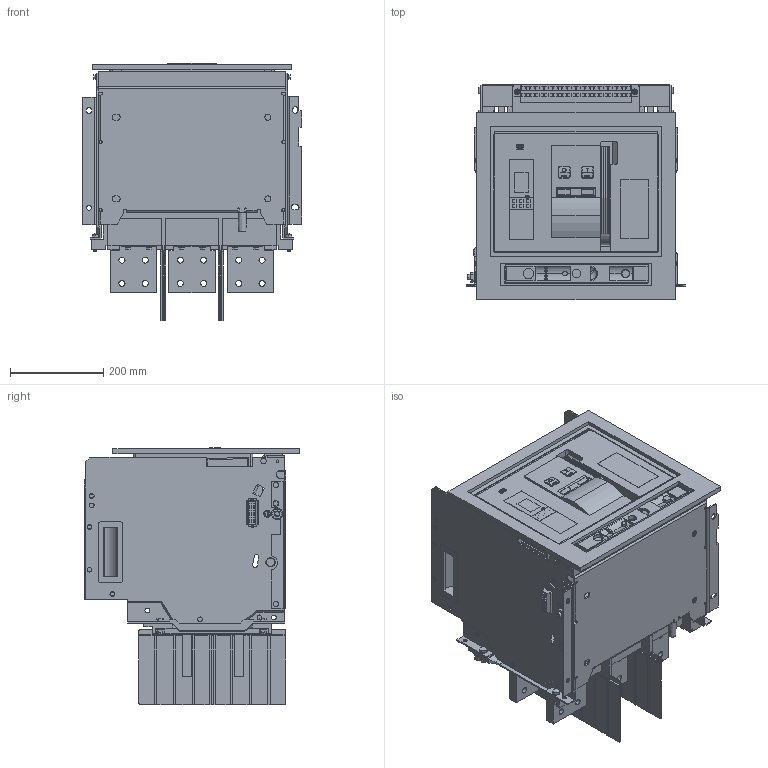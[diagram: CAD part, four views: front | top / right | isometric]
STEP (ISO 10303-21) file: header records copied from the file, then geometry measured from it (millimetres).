
FILE_DESCRIPTION (( 'STEP AP203' ), '1' );
FILE_NAME ('MCCB45-3200-2000(2500)V-V2.ÃÌ Âûêëþ÷àòåëü âîçäóøíûé àâòîìàòè÷åñêèé ÂÀ-45 3200-2000(2500)À 3P 100êÀ âûêàòíîé v2 EKF.STEP', '2026-03-27T07:25:07', ( '' ), ( '' ), 'SwSTEP 2.0', 'SolidWorks 2021', '' );
FILE_SCHEMA (( 'CONFIG_CONTROL_DESIGN' ));
Products named in the file (1): MCCB45-3200-2000(2500)V-V2.ÃÌ Âûêëþ÷àòåëü âîçäóøíûé àâòîìàòè÷åñêèé ÂÀ-45 3200-2000(2500)À 3P 100êÀ âûêàòíîé v2 EKF
Bounding box: 470 x 461.5 x 550.5 mm (x, y, z)
Volume: 24088402.7 mm3; surface area: 3316992.7 mm2
Topology: 216 solids, 216 shells, 4722 faces, 12243 edges, 8116 vertices
Faces by surface type: plane 3093, cylinder 1331, bspline 272, cone 16, sphere 6, torus 4
Entity records: 154289 total; most frequent: CARTESIAN_POINT 36915, ORIENTED_EDGE 24486, DIRECTION 23391, EDGE_CURVE 12243, VECTOR 8781, LINE 8781, VERTEX_POINT 8116, AXIS2_PLACEMENT_3D 7305
